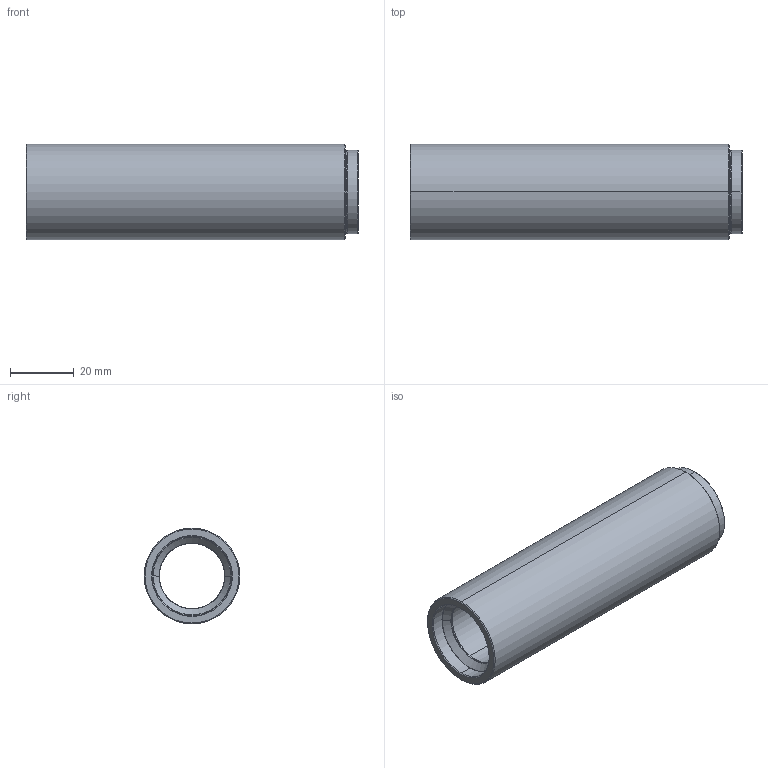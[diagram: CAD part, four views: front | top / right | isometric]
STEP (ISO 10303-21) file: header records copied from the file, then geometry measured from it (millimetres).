
FILE_DESCRIPTION (( 'STEP AP214' ), '1' );
FILE_NAME ('HBT-C1-100.STEP', '2019-05-01T09:20:02', ( '' ), ( '' ), 'SwSTEP 2.0', 'SolidWorks 2017', '' );
FILE_SCHEMA (( 'AUTOMOTIVE_DESIGN' ));
Length unit declared in the file: millimetre
Products named in the file (7): 6031-RN(1.0-32); Aluminum Tube 100mm; HBT-C1-100; Mesh - HBT-C1-100; 6031-RN(1.0-32)_3967-RG_(1.0-32)   
Assembly tree (3 placements, depth 2):
  6031-RN(1.0-32)
  Aluminum Tube 100mm
  HBT-C1-100
    Aluminum Tube 100mm
    6031-RN(1.0-32)_3967-RG_(1.0-32)   
    Mesh - HBT-C1-100
  Mesh - HBT-C1-100
Bounding box: 104 x 30 x 30 mm (x, y, z)
Volume: 37337.7 mm3; surface area: 32590.9 mm2
Topology: 3 solids, 3 shells, 50 faces, 100 edges, 60 vertices
Faces by surface type: cylinder 22, cone 18, plane 10
Entity records: 1738 total; most frequent: DIRECTION 274, CARTESIAN_POINT 217, ORIENTED_EDGE 200, AXIS2_PLACEMENT_3D 117, EDGE_CURVE 100, EDGE_LOOP 60, VERTEX_POINT 60, CIRCLE 60
